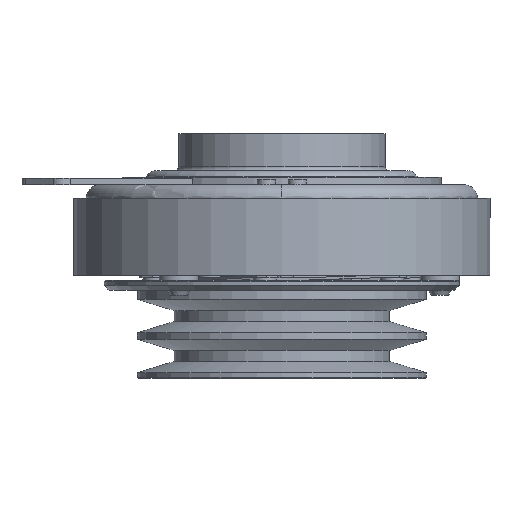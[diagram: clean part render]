
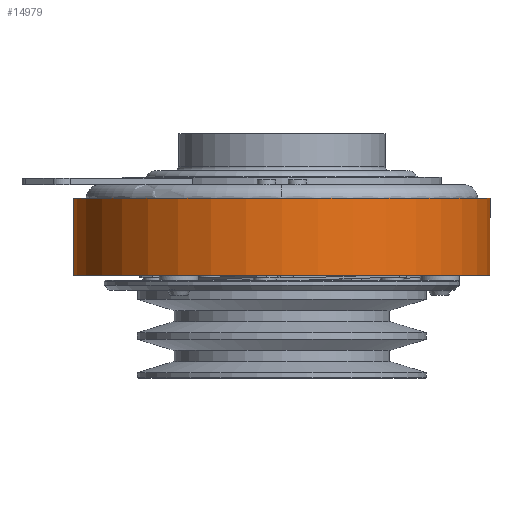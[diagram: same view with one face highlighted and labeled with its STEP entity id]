
A CAD part, front view. The second image highlights one B-rep face of the part: STEP entity #14979.
In plain terms, the highlighted cylindrical face has radius 85 mm (diameter 170 mm), a partial arc.
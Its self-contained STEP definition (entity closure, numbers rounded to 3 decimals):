
#150 = EDGE_CURVE ( 'NONE', #10233, #11324, #5758, .T. ) ;
#381 = AXIS2_PLACEMENT_3D ( 'NONE', #6181, #17514, #7778 ) ;
#505 = AXIS2_PLACEMENT_3D ( 'NONE', #19426, #17801, #9679 ) ;
#1414 = VECTOR ( 'NONE', #16269, 1000. ) ;
#2046 = CARTESIAN_POINT ( 'NONE',  ( 0., 0., -37.05 ) ) ;
#2335 = CARTESIAN_POINT ( 'NONE',  ( -85., 0., -5.5 ) ) ;
#3656 = DIRECTION ( 'NONE',  ( -0.39, 0.921, 0. ) ) ;
#4141 = VERTEX_POINT ( 'NONE', #5368 ) ;
#4512 = CARTESIAN_POINT ( 'NONE',  ( -85., 0., -37.05 ) ) ;
#5058 = AXIS2_PLACEMENT_3D ( 'NONE', #2046, #13380, #3656 ) ;
#5368 = CARTESIAN_POINT ( 'NONE',  ( 85., 0., -37.05 ) ) ;
#5414 = EDGE_CURVE ( 'NONE', #4141, #16149, #5574, .T. ) ;
#5574 = LINE ( 'NONE', #17724, #17476 ) ;
#5758 = LINE ( 'NONE', #12643, #1414 ) ;
#6181 = CARTESIAN_POINT ( 'NONE',  ( 0., 0., -5.5 ) ) ;
#6843 = CIRCLE ( 'NONE', #381, 85. ) ;
#7778 = DIRECTION ( 'NONE',  ( -1., 0., 0. ) ) ;
#8134 = ORIENTED_EDGE ( 'NONE', *, *, #150, .F. ) ;
#8140 = EDGE_CURVE ( 'NONE', #10233, #4141, #14487, .T. ) ;
#8900 = CYLINDRICAL_SURFACE ( 'NONE', #505, 85. ) ;
#9199 = ORIENTED_EDGE ( 'NONE', *, *, #8140, .T. ) ;
#9488 = ORIENTED_EDGE ( 'NONE', *, *, #5414, .T. ) ;
#9679 = DIRECTION ( 'NONE',  ( 1., 0., 0. ) ) ;
#10233 = VERTEX_POINT ( 'NONE', #4512 ) ;
#11068 = EDGE_LOOP ( 'NONE', ( #8134, #9199, #9488, #18577 ) ) ;
#11324 = VERTEX_POINT ( 'NONE', #2335 ) ;
#12643 = CARTESIAN_POINT ( 'NONE',  ( -85., 0., 57.99 ) ) ;
#12997 = CARTESIAN_POINT ( 'NONE',  ( 85., 0., -5.5 ) ) ;
#13380 = DIRECTION ( 'NONE',  ( 0., 0., 1. ) ) ;
#13745 = FACE_OUTER_BOUND ( 'NONE', #11068, .T. ) ;
#14487 = CIRCLE ( 'NONE', #5058, 85. ) ;
#14979 = ADVANCED_FACE ( 'NONE', ( #13745 ), #8900, .T. ) ;
#16111 = DIRECTION ( 'NONE',  ( 0., 0., 1. ) ) ;
#16149 = VERTEX_POINT ( 'NONE', #12997 ) ;
#16269 = DIRECTION ( 'NONE',  ( 0., 0., 1. ) ) ;
#16912 = EDGE_CURVE ( 'NONE', #16149, #11324, #6843, .T. ) ;
#17476 = VECTOR ( 'NONE', #16111, 1000. ) ;
#17514 = DIRECTION ( 'NONE',  ( 0., 0., -1. ) ) ;
#17724 = CARTESIAN_POINT ( 'NONE',  ( 85., 0., 57.99 ) ) ;
#17801 = DIRECTION ( 'NONE',  ( 0., 0., 1. ) ) ;
#18577 = ORIENTED_EDGE ( 'NONE', *, *, #16912, .T. ) ;
#19426 = CARTESIAN_POINT ( 'NONE',  ( 0., 0., 57.99 ) ) ;
